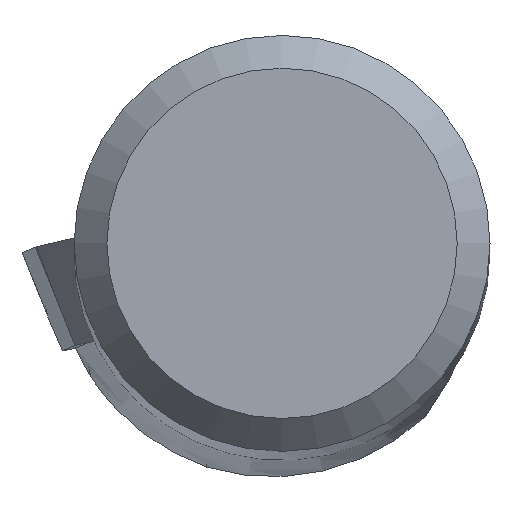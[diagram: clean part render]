
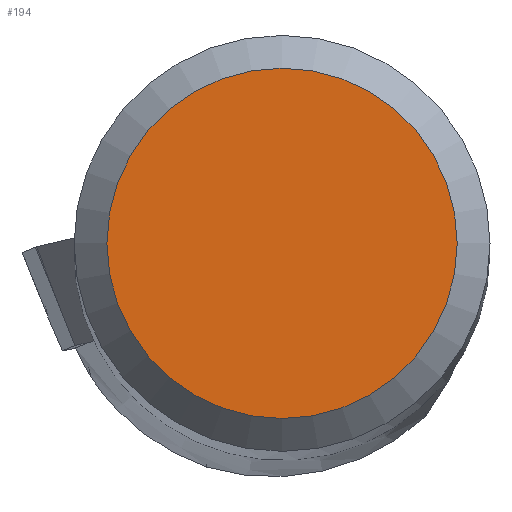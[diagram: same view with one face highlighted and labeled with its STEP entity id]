
A CAD part, top view. The second image highlights one B-rep face of the part: STEP entity #194.
In plain terms, the highlighted planar face has unit normal (0, 0, 1).
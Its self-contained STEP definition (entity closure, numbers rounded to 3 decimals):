
#153=FACE_OUTER_BOUND('',#282,.T.);
#194=ADVANCED_FACE('',(#153),#219,.T.);
#219=PLANE('',#933);
#282=EDGE_LOOP('',(#463));
#312=CIRCLE('',#931,2.669);
#463=ORIENTED_EDGE('',*,*,#674,.T.);
#582=VERTEX_POINT('',#1450);
#674=EDGE_CURVE('',#582,#582,#312,.T.);
#931=AXIS2_PLACEMENT_3D('',#1449,#1139,#1140);
#933=AXIS2_PLACEMENT_3D('',#1452,#1143,#1144);
#1139=DIRECTION('',(0.,0.,1.));
#1140=DIRECTION('',(1.,0.,0.));
#1143=DIRECTION('',(0.,0.,1.));
#1144=DIRECTION('',(1.,0.,0.));
#1449=CARTESIAN_POINT('',(0.,0.,0.));
#1450=CARTESIAN_POINT('',(2.669,0.,0.));
#1452=CARTESIAN_POINT('',(0.,0.,0.));
